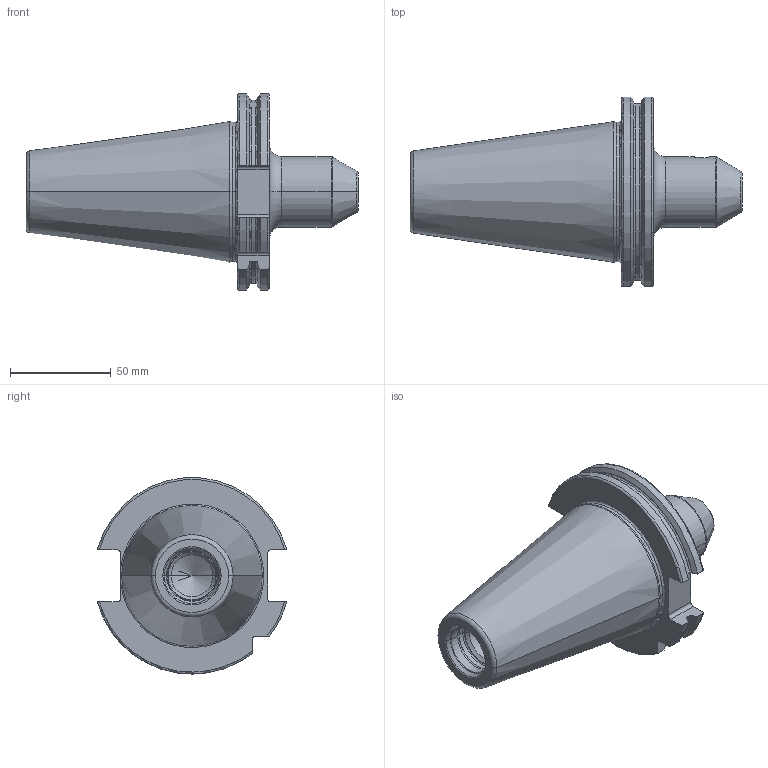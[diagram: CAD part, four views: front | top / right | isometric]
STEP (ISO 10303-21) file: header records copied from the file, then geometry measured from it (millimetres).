
FILE_DESCRIPTION((''),'2;1');
FILE_NAME('50-300-10','2011-08-31T',('mei'),(''),'PRO/ENGINEER BY PARAMETRIC TECHNOLOGY CORPORATION, 2010430','PRO/ENGINEER BY PARAMETRIC TECHNOLOGY CORPORATION, 2010430','');
FILE_SCHEMA(('CONFIG_CONTROL_DESIGN'));
Length unit declared in the file: millimetre
Products named in the file (1): 50-300-10
Bounding box: 164.6 x 94 x 97.29 mm (x, y, z)
Volume: 374180.3 mm3; surface area: 48274 mm2
Topology: 1 solids, 3 shells, 103 faces, 263 edges, 163 vertices
Faces by surface type: cylinder 32, torus 30, plane 21, cone 20
Entity records: 3488 total; most frequent: CARTESIAN_POINT 956, DIRECTION 543, ORIENTED_EDGE 512, EDGE_CURVE 261, AXIS2_PLACEMENT_3D 226, VERTEX_POINT 163, CIRCLE 122, EDGE_LOOP 108
